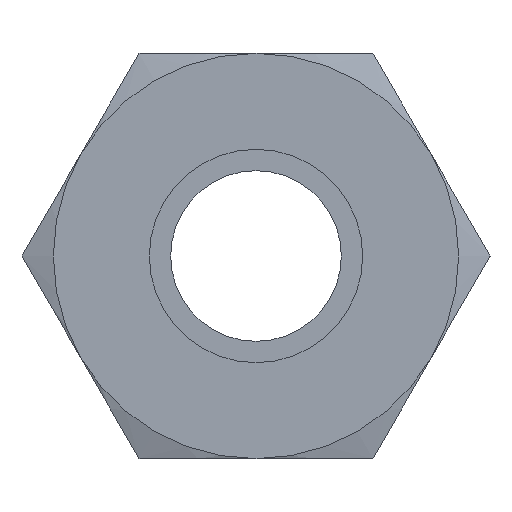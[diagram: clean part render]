
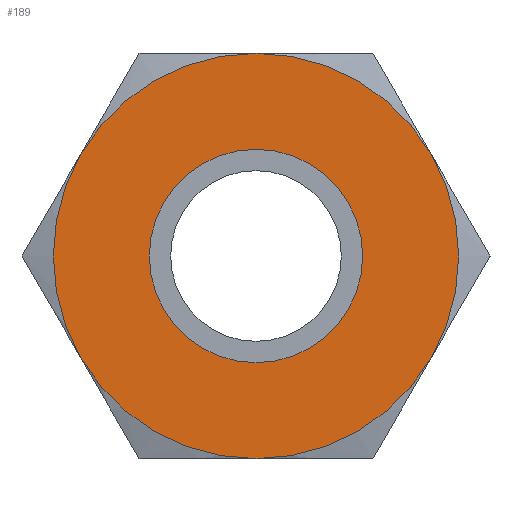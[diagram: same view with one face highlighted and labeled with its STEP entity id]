
A CAD part, left-side view. The second image highlights one B-rep face of the part: STEP entity #189.
In plain terms, the highlighted face is planar.
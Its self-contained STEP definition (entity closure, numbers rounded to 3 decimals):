
#189 = ADVANCED_FACE( '', ( #439, #440 ), #441, .F. );
#439 = FACE_BOUND( '', #787, .T. );
#440 = FACE_OUTER_BOUND( '', #788, .T. );
#441 = PLANE( '', #789 );
#787 = EDGE_LOOP( '', ( #1154 ) );
#788 = EDGE_LOOP( '', ( #1155, #1156, #1157, #1158, #1159, #1160 ) );
#789 = AXIS2_PLACEMENT_3D( '', #1161, #1162, #1163 );
#1154 = ORIENTED_EDGE( '', *, *, #1983, .F. );
#1155 = ORIENTED_EDGE( '', *, *, #1984, .T. );
#1156 = ORIENTED_EDGE( '', *, *, #1985, .T. );
#1157 = ORIENTED_EDGE( '', *, *, #1986, .T. );
#1158 = ORIENTED_EDGE( '', *, *, #1987, .T. );
#1159 = ORIENTED_EDGE( '', *, *, #1988, .T. );
#1160 = ORIENTED_EDGE( '', *, *, #1989, .T. );
#1161 = CARTESIAN_POINT( '', ( 15.5, 9.5, 0. ) );
#1162 = DIRECTION( '', ( -1., 0., 0. ) );
#1163 = DIRECTION( '', ( 0., 0., 1. ) );
#1983 = EDGE_CURVE( '', #2330, #2330, #2331, .F. );
#1984 = EDGE_CURVE( '', #2332, #2333, #2334, .T. );
#1985 = EDGE_CURVE( '', #2333, #2335, #2336, .T. );
#1986 = EDGE_CURVE( '', #2335, #2337, #2338, .T. );
#1987 = EDGE_CURVE( '', #2337, #2339, #2340, .T. );
#1988 = EDGE_CURVE( '', #2339, #2341, #2342, .T. );
#1989 = EDGE_CURVE( '', #2341, #2332, #2343, .T. );
#2330 = VERTEX_POINT( '', #2818 );
#2331 = CIRCLE( '', #2819, 5. );
#2332 = VERTEX_POINT( '', #2820 );
#2333 = VERTEX_POINT( '', #2821 );
#2334 = CIRCLE( '', #2822, 9.5 );
#2335 = VERTEX_POINT( '', #2823 );
#2336 = CIRCLE( '', #2824, 9.5 );
#2337 = VERTEX_POINT( '', #2825 );
#2338 = CIRCLE( '', #2826, 9.5 );
#2339 = VERTEX_POINT( '', #2827 );
#2340 = CIRCLE( '', #2828, 9.5 );
#2341 = VERTEX_POINT( '', #2829 );
#2342 = CIRCLE( '', #2830, 9.5 );
#2343 = CIRCLE( '', #2831, 9.5 );
#2818 = CARTESIAN_POINT( '', ( 15.5, 0., 5. ) );
#2819 = AXIS2_PLACEMENT_3D( '', #3547, #3548, #3549 );
#2820 = CARTESIAN_POINT( '', ( 15.5, 0., -9.5 ) );
#2821 = CARTESIAN_POINT( '', ( 15.5, 8.227, -4.75 ) );
#2822 = AXIS2_PLACEMENT_3D( '', #3550, #3551, #3552 );
#2823 = CARTESIAN_POINT( '', ( 15.5, 8.227, 4.75 ) );
#2824 = AXIS2_PLACEMENT_3D( '', #3553, #3554, #3555 );
#2825 = CARTESIAN_POINT( '', ( 15.5, 0., 9.5 ) );
#2826 = AXIS2_PLACEMENT_3D( '', #3556, #3557, #3558 );
#2827 = CARTESIAN_POINT( '', ( 15.5, -8.227, 4.75 ) );
#2828 = AXIS2_PLACEMENT_3D( '', #3559, #3560, #3561 );
#2829 = CARTESIAN_POINT( '', ( 15.5, -8.227, -4.75 ) );
#2830 = AXIS2_PLACEMENT_3D( '', #3562, #3563, #3564 );
#2831 = AXIS2_PLACEMENT_3D( '', #3565, #3566, #3567 );
#3547 = CARTESIAN_POINT( '', ( 15.5, 0., 0. ) );
#3548 = DIRECTION( '', ( -1., 0., 0. ) );
#3549 = DIRECTION( '', ( 0., 0., 1. ) );
#3550 = CARTESIAN_POINT( '', ( 15.5, 0., 0. ) );
#3551 = DIRECTION( '', ( 1., 0., 0. ) );
#3552 = DIRECTION( '', ( 0., 0., -1. ) );
#3553 = CARTESIAN_POINT( '', ( 15.5, 0., 0. ) );
#3554 = DIRECTION( '', ( 1., 0., 0. ) );
#3555 = DIRECTION( '', ( 0., 0., -1. ) );
#3556 = CARTESIAN_POINT( '', ( 15.5, 0., 0. ) );
#3557 = DIRECTION( '', ( 1., 0., 0. ) );
#3558 = DIRECTION( '', ( 0., 0., -1. ) );
#3559 = CARTESIAN_POINT( '', ( 15.5, 0., 0. ) );
#3560 = DIRECTION( '', ( 1., 0., 0. ) );
#3561 = DIRECTION( '', ( 0., 0., -1. ) );
#3562 = CARTESIAN_POINT( '', ( 15.5, 0., 0. ) );
#3563 = DIRECTION( '', ( 1., 0., 0. ) );
#3564 = DIRECTION( '', ( 0., 0., -1. ) );
#3565 = CARTESIAN_POINT( '', ( 15.5, 0., 0. ) );
#3566 = DIRECTION( '', ( 1., 0., 0. ) );
#3567 = DIRECTION( '', ( 0., 0., -1. ) );
